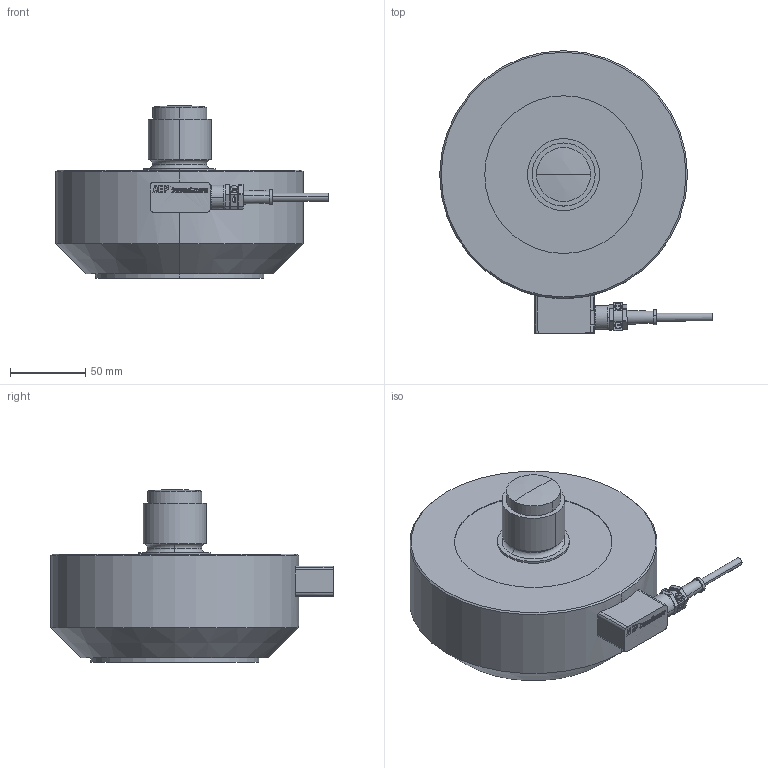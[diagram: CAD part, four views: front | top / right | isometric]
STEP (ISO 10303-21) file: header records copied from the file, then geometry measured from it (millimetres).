
FILE_DESCRIPTION(('STEP AP214'),'1');
FILE_NAME('KAL 100kN.stp','2015-05-18T09:47:10',(' '),(' '),'Spatial InterOp 3D',' ',' ');
FILE_SCHEMA(('automotive_design'));
Length unit declared in the file: metre
Products named in the file (1): Box
Bounding box: 181.54 x 188.09 x 114.89 mm (x, y, z)
Volume: 1409731.1 mm3; surface area: 89721.1 mm2
Topology: 1 solids, 1 shells, 246 faces, 707 edges, 492 vertices
Faces by surface type: plane 110, cylinder 77, torus 20, extrusion 19, cone 14, bspline 4, sphere 2
Entity records: 11078 total; most frequent: CARTESIAN_POINT 2486, ORIENTED_EDGE 1414, DIRECTION 1335, EDGE_CURVE 707, VERTEX_POINT 492, AXIS2_PLACEMENT_3D 472, VECTOR 391, LINE 372
